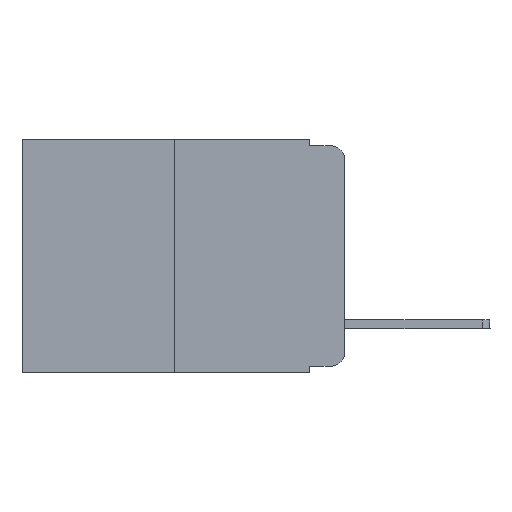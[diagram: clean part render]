
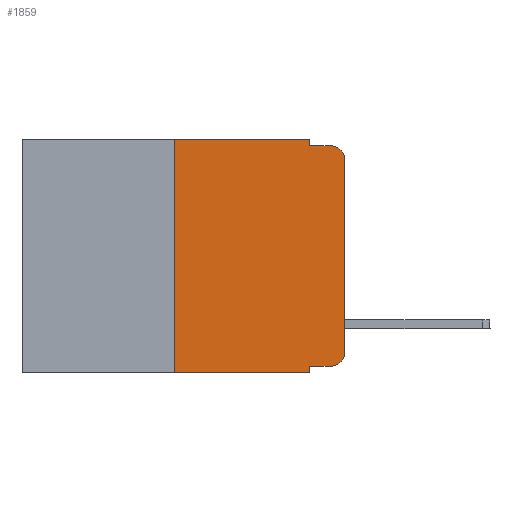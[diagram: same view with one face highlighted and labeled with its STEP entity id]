
A CAD part, left-side view. The second image highlights one B-rep face of the part: STEP entity #1859.
In plain terms, the highlighted planar face has unit normal (-1, 0, 0).
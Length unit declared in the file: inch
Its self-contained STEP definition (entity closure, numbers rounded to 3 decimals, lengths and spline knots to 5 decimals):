
#59 = VERTEX_POINT ( 'NONE', #12364 ) ;
#103 = VERTEX_POINT ( 'NONE', #18778 ) ;
#1554 = CARTESIAN_POINT ( 'NONE',  ( 0., 0., -0.03 ) ) ;
#1574 = CARTESIAN_POINT ( 'NONE',  ( 0., 0.473, 0. ) ) ;
#1859 = ADVANCED_FACE ( 'NONE', ( #16502 ), #23123, .F. ) ;
#2114 = CARTESIAN_POINT ( 'NONE',  ( 0., 0.051, 0. ) ) ;
#2197 = VERTEX_POINT ( 'NONE', #2819 ) ;
#2234 = CARTESIAN_POINT ( 'NONE',  ( 0., 0.473, 0. ) ) ;
#2347 = VERTEX_POINT ( 'NONE', #13226 ) ;
#2744 = LINE ( 'NONE', #20743, #9588 ) ;
#2819 = CARTESIAN_POINT ( 'NONE',  ( 0., 0.02, -0.01 ) ) ;
#3026 = CIRCLE ( 'NONE', #6686, 0.02 ) ;
#3282 = VERTEX_POINT ( 'NONE', #20234 ) ;
#3319 = DIRECTION ( 'NONE',  ( 0., 0., 1. ) ) ;
#3391 = AXIS2_PLACEMENT_3D ( 'NONE', #1574, #13415, #3554 ) ;
#3554 = DIRECTION ( 'NONE',  ( 0., 0., -1. ) ) ;
#4239 = VERTEX_POINT ( 'NONE', #14479 ) ;
#6076 = DIRECTION ( 'NONE',  ( 0., 0., -1. ) ) ;
#6177 = CARTESIAN_POINT ( 'NONE',  ( 0., 0.051, 0. ) ) ;
#6408 = DIRECTION ( 'NONE',  ( 0., 0., -1. ) ) ;
#6496 = CARTESIAN_POINT ( 'NONE',  ( 0., 0.473, -0.343 ) ) ;
#6633 = VECTOR ( 'NONE', #6076, 39.37008 ) ;
#6686 = AXIS2_PLACEMENT_3D ( 'NONE', #16684, #22981, #14804 ) ;
#7175 = LINE ( 'NONE', #16762, #15724 ) ;
#7590 = EDGE_CURVE ( 'NONE', #22569, #21636, #7175, .T. ) ;
#7751 = ORIENTED_EDGE ( 'NONE', *, *, #15983, .F. ) ;
#8102 = VECTOR ( 'NONE', #20516, 39.37008 ) ;
#8357 = EDGE_CURVE ( 'NONE', #2347, #103, #17222, .T. ) ;
#8751 = DIRECTION ( 'NONE',  ( 0., -1., 0. ) ) ;
#9412 = ORIENTED_EDGE ( 'NONE', *, *, #17957, .T. ) ;
#9455 = EDGE_LOOP ( 'NONE', ( #13138, #21510, #7751, #16831, #24168, #12366, #9412, #14952, #20437, #18227 ) ) ;
#9588 = VECTOR ( 'NONE', #12964, 39.37008 ) ;
#9727 = CARTESIAN_POINT ( 'NONE',  ( 0., 0.02, -0.313 ) ) ;
#10210 = VECTOR ( 'NONE', #19739, 39.37008 ) ;
#11003 = VECTOR ( 'NONE', #17966, 39.37008 ) ;
#12364 = CARTESIAN_POINT ( 'NONE',  ( 0., 0.051, -0.01 ) ) ;
#12366 = ORIENTED_EDGE ( 'NONE', *, *, #17474, .F. ) ;
#12908 = CARTESIAN_POINT ( 'NONE',  ( 0., 0.051, -0.01 ) ) ;
#12964 = DIRECTION ( 'NONE',  ( 0., 0., 1. ) ) ;
#13138 = ORIENTED_EDGE ( 'NONE', *, *, #7590, .T. ) ;
#13226 = CARTESIAN_POINT ( 'NONE',  ( 0., 0.051, -0.333 ) ) ;
#13415 = DIRECTION ( 'NONE',  ( 1., 0., 0. ) ) ;
#14479 = CARTESIAN_POINT ( 'NONE',  ( 0., 0.25, 0. ) ) ;
#14530 = CARTESIAN_POINT ( 'NONE',  ( 0., 0.25, -0.343 ) ) ;
#14804 = DIRECTION ( 'NONE',  ( 0., 0., -1. ) ) ;
#14952 = ORIENTED_EDGE ( 'NONE', *, *, #25348, .F. ) ;
#15213 = LINE ( 'NONE', #2114, #6633 ) ;
#15724 = VECTOR ( 'NONE', #3319, 39.37008 ) ;
#15844 = VERTEX_POINT ( 'NONE', #24019 ) ;
#15983 = EDGE_CURVE ( 'NONE', #59, #2197, #22181, .T. ) ;
#16031 = DIRECTION ( 'NONE',  ( 0., -1., 0. ) ) ;
#16502 = FACE_OUTER_BOUND ( 'NONE', #9455, .T. ) ;
#16684 = CARTESIAN_POINT ( 'NONE',  ( 0., 0.02, -0.03 ) ) ;
#16762 = CARTESIAN_POINT ( 'NONE',  ( 0., 0., 0. ) ) ;
#16831 = ORIENTED_EDGE ( 'NONE', *, *, #19725, .F. ) ;
#16888 = AXIS2_PLACEMENT_3D ( 'NONE', #9727, #23412, #6408 ) ;
#17222 = LINE ( 'NONE', #23225, #10210 ) ;
#17474 = EDGE_CURVE ( 'NONE', #22594, #4239, #2744, .T. ) ;
#17724 = VECTOR ( 'NONE', #16031, 39.37008 ) ;
#17957 = EDGE_CURVE ( 'NONE', #22594, #15844, #21470, .T. ) ;
#17966 = DIRECTION ( 'NONE',  ( 0., 0., -1. ) ) ;
#18145 = EDGE_CURVE ( 'NONE', #21636, #2197, #3026, .T. ) ;
#18227 = ORIENTED_EDGE ( 'NONE', *, *, #19608, .T. ) ;
#18778 = CARTESIAN_POINT ( 'NONE',  ( 0., 0.02, -0.333 ) ) ;
#19608 = EDGE_CURVE ( 'NONE', #103, #22569, #21089, .T. ) ;
#19725 = EDGE_CURVE ( 'NONE', #3282, #59, #15213, .T. ) ;
#19739 = DIRECTION ( 'NONE',  ( 0., -1., 0. ) ) ;
#20234 = CARTESIAN_POINT ( 'NONE',  ( 0., 0.051, 0. ) ) ;
#20437 = ORIENTED_EDGE ( 'NONE', *, *, #8357, .T. ) ;
#20516 = DIRECTION ( 'NONE',  ( 0., -1., 0. ) ) ;
#20743 = CARTESIAN_POINT ( 'NONE',  ( 0., 0.25, 0. ) ) ;
#20860 = VECTOR ( 'NONE', #8751, 39.37008 ) ;
#21089 = CIRCLE ( 'NONE', #16888, 0.02 ) ;
#21459 = LINE ( 'NONE', #2234, #17724 ) ;
#21470 = LINE ( 'NONE', #6496, #20860 ) ;
#21510 = ORIENTED_EDGE ( 'NONE', *, *, #18145, .T. ) ;
#21636 = VERTEX_POINT ( 'NONE', #1554 ) ;
#21717 = LINE ( 'NONE', #6177, #11003 ) ;
#22181 = LINE ( 'NONE', #12908, #8102 ) ;
#22569 = VERTEX_POINT ( 'NONE', #24383 ) ;
#22594 = VERTEX_POINT ( 'NONE', #14530 ) ;
#22981 = DIRECTION ( 'NONE',  ( -1., 0., 0. ) ) ;
#23123 = PLANE ( 'NONE',  #3391 ) ;
#23225 = CARTESIAN_POINT ( 'NONE',  ( 0., 0.051, -0.333 ) ) ;
#23412 = DIRECTION ( 'NONE',  ( -1., 0., 0. ) ) ;
#24019 = CARTESIAN_POINT ( 'NONE',  ( 0., 0.051, -0.343 ) ) ;
#24168 = ORIENTED_EDGE ( 'NONE', *, *, #24844, .F. ) ;
#24383 = CARTESIAN_POINT ( 'NONE',  ( 0., 0., -0.313 ) ) ;
#24844 = EDGE_CURVE ( 'NONE', #4239, #3282, #21459, .T. ) ;
#25348 = EDGE_CURVE ( 'NONE', #2347, #15844, #21717, .T. ) ;
